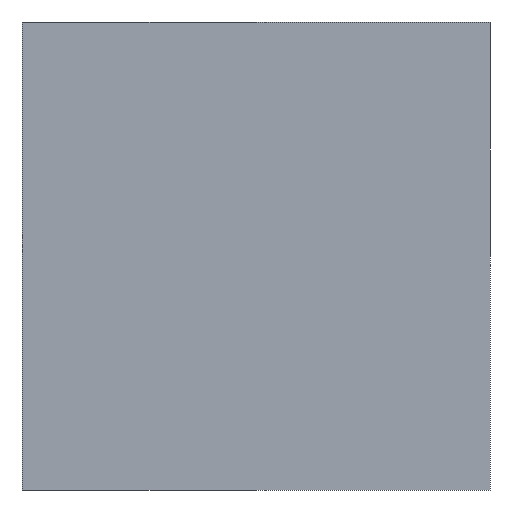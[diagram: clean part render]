
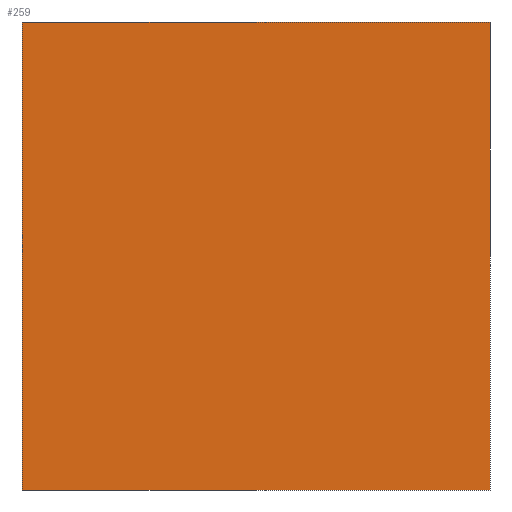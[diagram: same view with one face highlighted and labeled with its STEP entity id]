
A CAD part, front view. The second image highlights one B-rep face of the part: STEP entity #259.
In plain terms, the highlighted planar face has unit normal (0, -1, 0).
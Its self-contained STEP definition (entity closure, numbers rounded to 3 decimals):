
#29=FACE_OUTER_BOUND('',#44,.T.);
#44=EDGE_LOOP('',(#228,#229,#230,#231));
#66=LINE('',#398,#99);
#70=LINE('',#406,#103);
#73=LINE('',#412,#106);
#76=LINE('',#417,#109);
#99=VECTOR('',#329,10.);
#103=VECTOR('',#335,10.);
#106=VECTOR('',#340,10.);
#109=VECTOR('',#345,10.);
#125=VERTEX_POINT('',#396);
#126=VERTEX_POINT('',#397);
#129=VERTEX_POINT('',#405);
#131=VERTEX_POINT('',#411);
#154=EDGE_CURVE('',#125,#126,#66,.T.);
#158=EDGE_CURVE('',#126,#129,#70,.T.);
#161=EDGE_CURVE('',#129,#131,#73,.T.);
#164=EDGE_CURVE('',#131,#125,#76,.T.);
#228=ORIENTED_EDGE('',*,*,#164,.T.);
#229=ORIENTED_EDGE('',*,*,#154,.T.);
#230=ORIENTED_EDGE('',*,*,#158,.T.);
#231=ORIENTED_EDGE('',*,*,#161,.T.);
#245=PLANE('',#287);
#259=ADVANCED_FACE('',(#29),#245,.F.);
#287=AXIS2_PLACEMENT_3D('',#420,#349,#350);
#329=DIRECTION('',(0.,0.,1.));
#335=DIRECTION('',(-1.,0.,0.));
#340=DIRECTION('',(0.,0.,-1.));
#345=DIRECTION('',(1.,0.,0.));
#349=DIRECTION('center_axis',(0.,1.,0.));
#350=DIRECTION('ref_axis',(1.,0.,0.));
#396=CARTESIAN_POINT('',(15.,0.,-15.));
#397=CARTESIAN_POINT('',(15.,0.,10.));
#398=CARTESIAN_POINT('',(15.,0.,5.));
#405=CARTESIAN_POINT('',(-10.,0.,10.));
#406=CARTESIAN_POINT('',(10.,0.,10.));
#411=CARTESIAN_POINT('',(-10.,0.,-15.));
#412=CARTESIAN_POINT('',(-10.,0.,10.));
#417=CARTESIAN_POINT('',(5.,0.,-15.));
#420=CARTESIAN_POINT('Origin',(0.,0.,0.));
